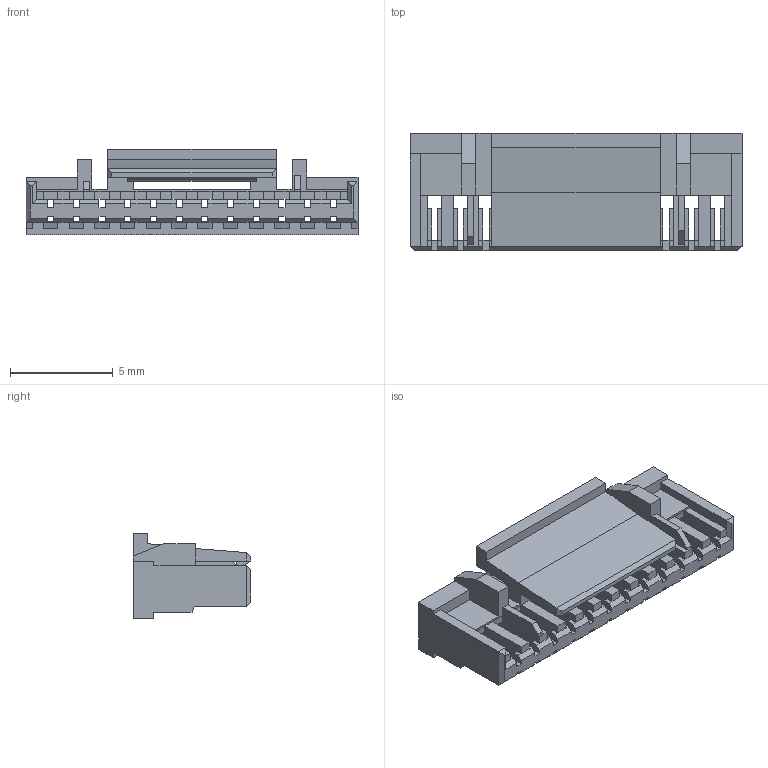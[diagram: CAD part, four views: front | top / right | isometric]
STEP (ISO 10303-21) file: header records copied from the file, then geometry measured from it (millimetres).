
FILE_DESCRIPTION (( 'STEP AP214' ), '1' );
FILE_NAME ('FHG12507-S12M2W1B-REF.STEP', '2025-04-29T07:50:28', ( '' ), ( '' ), 'SwSTEP 2.0', 'SolidWorks 2021', '' );
FILE_SCHEMA (( 'AUTOMOTIVE_DESIGN' ));
Length unit declared in the file: millimetre
Products named in the file (1): FHG12507-S12M2W1B-REF
Bounding box: 16.15 x 5.7 x 4.15 mm (x, y, z)
Volume: 109.6 mm3; surface area: 668.1 mm2
Topology: 1 solids, 1 shells, 529 faces, 1635 edges, 1070 vertices
Faces by surface type: plane 526, cylinder 3
Entity records: 17889 total; most frequent: ORIENTED_EDGE 3270, CARTESIAN_POINT 3235, DIRECTION 2701, EDGE_CURVE 1635, VECTOR 1629, LINE 1629, VERTEX_POINT 1070, EDGE_LOOP 541
